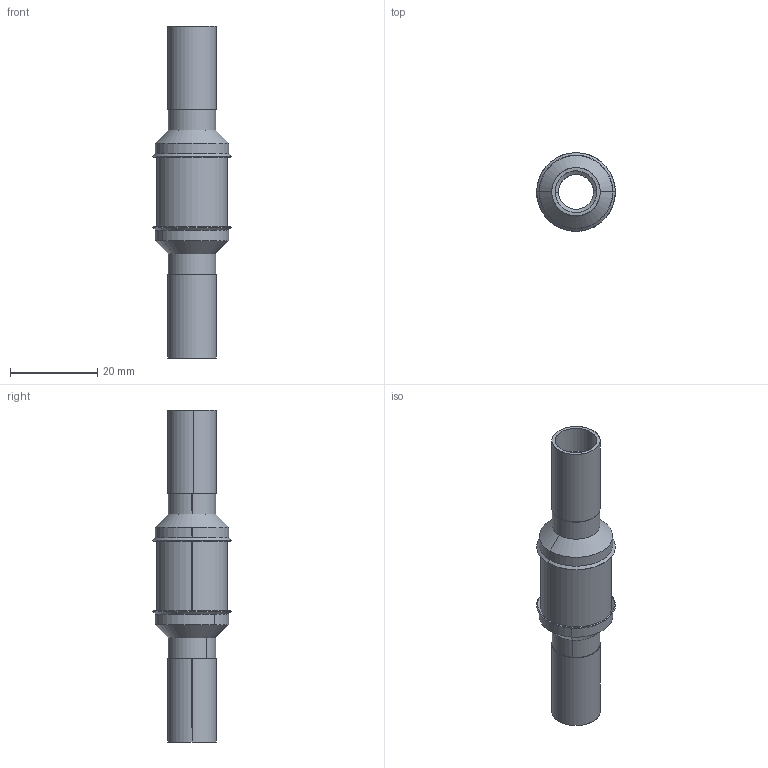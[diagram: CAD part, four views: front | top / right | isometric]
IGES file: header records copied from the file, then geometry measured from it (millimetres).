
Start section: SolidWorks IGES file using analytic representation for surfaces
Global section: file name: 08002-02-W.IGS; native system: SolidWorks 2012; preprocessor: SolidWorks 2012; author: Lee Sanders; date: 140512.102707; units: inch
Bounding box: 18.06 x 18.06 x 76.17 mm (x, y, z)
Surface area: 6986.9 mm2 (no closed solid volume)
Topology: 0 solids, 0 shells, 82 faces, 928 edges, 928 vertices
Faces by surface type: revolution 72, bspline 10
